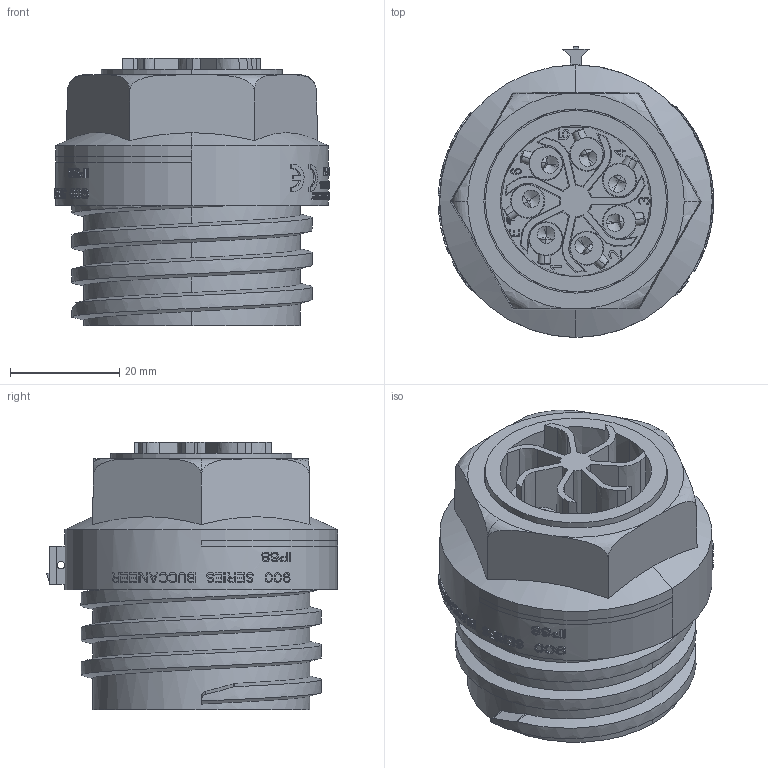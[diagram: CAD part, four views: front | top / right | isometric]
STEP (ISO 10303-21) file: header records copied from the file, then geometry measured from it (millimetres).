
FILE_DESCRIPTION(('STEP AP242'),'1');
FILE_NAME('px0931-07-p.stp','2024-05-02T20:17:44',('TraceParts'),('TraceParts S.A.'),'Spatial InterOp 3D',' ',' ');
FILE_SCHEMA(('AP242_MANAGED_MODEL_BASED_3D_ENGINEERING_MIM_LF {1 0 10303 442 1 1 4}'));
Length unit declared in the file: millimetre
Products named in the file (1): px0931-07-p_1
Bounding box: 50.48 x 53.4 x 49 mm (x, y, z)
Volume: 46334.9 mm3; surface area: 29764.7 mm2
Topology: 8 solids, 8 shells, 3492 faces, 9697 edges, 6414 vertices
Faces by surface type: plane 2974, cylinder 318, cone 119, sphere 56, torus 19, bspline 6
Entity records: 120564 total; most frequent: CARTESIAN_POINT 36184, ORIENTED_EDGE 19310, DIRECTION 14952, EDGE_CURVE 9655, VERTEX_POINT 6414, AXIS2_PLACEMENT_3D 5073, LINE 4806, VECTOR 4806
